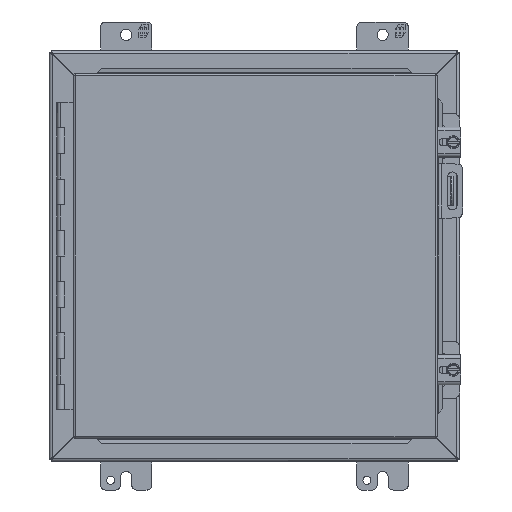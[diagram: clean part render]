
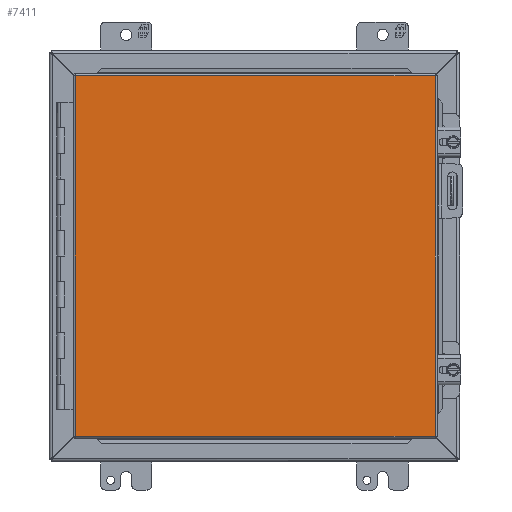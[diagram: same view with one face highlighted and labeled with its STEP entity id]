
A CAD part, front view. The second image highlights one B-rep face of the part: STEP entity #7411.
In plain terms, the highlighted planar face has unit normal (0, -1, 0).
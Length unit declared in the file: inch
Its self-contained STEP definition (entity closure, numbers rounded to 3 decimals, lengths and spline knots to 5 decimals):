
#319 = ORIENTED_EDGE ( 'NONE', *, *, #46158, .T. ) ;
#542 = EDGE_CURVE ( 'NONE', #3990, #31991, #24667, .T. ) ;
#3782 = EDGE_CURVE ( 'NONE', #31991, #41776, #41278, .T. ) ;
#3817 = EDGE_LOOP ( 'NONE', ( #44733, #15550, #319, #6043 ) ) ;
#3990 = VERTEX_POINT ( 'NONE', #19386 ) ;
#4623 = CARTESIAN_POINT ( 'NONE',  ( 7.04626, -9.18504, -7.02376 ) ) ;
#5788 = VERTEX_POINT ( 'NONE', #13681 ) ;
#6043 = ORIENTED_EDGE ( 'NONE', *, *, #542, .T. ) ;
#7411 = ADVANCED_FACE ( 'NONE', ( #27447 ), #13429, .T. ) ;
#8491 = VECTOR ( 'NONE', #20718, 39.37008 ) ;
#8600 = EDGE_CURVE ( 'NONE', #41776, #5788, #12904, .T. ) ;
#9497 = CARTESIAN_POINT ( 'NONE',  ( -6.98426, -9.18504, 7.02376 ) ) ;
#12904 = LINE ( 'NONE', #45845, #8491 ) ;
#13429 = PLANE ( 'NONE',  #28729 ) ;
#13681 = CARTESIAN_POINT ( 'NONE',  ( -6.98426, -9.18504, -7.02376 ) ) ;
#14788 = CARTESIAN_POINT ( 'NONE',  ( 7.04626, -9.18504, 7.02376 ) ) ;
#15550 = ORIENTED_EDGE ( 'NONE', *, *, #8600, .T. ) ;
#17475 = CARTESIAN_POINT ( 'NONE',  ( -6.98426, -9.18504, 7.02376 ) ) ;
#17749 = DIRECTION ( 'NONE',  ( 0., 0., 1. ) ) ;
#18810 = DIRECTION ( 'NONE',  ( 1., 0., 0. ) ) ;
#18954 = VECTOR ( 'NONE', #18810, 39.37008 ) ;
#19386 = CARTESIAN_POINT ( 'NONE',  ( 7.04626, -9.18504, -7.02376 ) ) ;
#20718 = DIRECTION ( 'NONE',  ( 0., 0., -1. ) ) ;
#23901 = DIRECTION ( 'NONE',  ( 0., -1., 0. ) ) ;
#23993 = DIRECTION ( 'NONE',  ( -1., 0., 0. ) ) ;
#24138 = CARTESIAN_POINT ( 'NONE',  ( -6.98426, -9.18504, -7.02376 ) ) ;
#24667 = LINE ( 'NONE', #35498, #27860 ) ;
#27447 = FACE_OUTER_BOUND ( 'NONE', #3817, .T. ) ;
#27860 = VECTOR ( 'NONE', #17749, 39.37008 ) ;
#28729 = AXIS2_PLACEMENT_3D ( 'NONE', #24138, #23901, #35215 ) ;
#31991 = VERTEX_POINT ( 'NONE', #14788 ) ;
#35215 = DIRECTION ( 'NONE',  ( 1., 0., 0. ) ) ;
#35498 = CARTESIAN_POINT ( 'NONE',  ( 7.04626, -9.18504, 7.02376 ) ) ;
#37689 = VECTOR ( 'NONE', #23993, 39.37008 ) ;
#41278 = LINE ( 'NONE', #9497, #37689 ) ;
#41776 = VERTEX_POINT ( 'NONE', #17475 ) ;
#43716 = LINE ( 'NONE', #4623, #18954 ) ;
#44733 = ORIENTED_EDGE ( 'NONE', *, *, #3782, .T. ) ;
#45845 = CARTESIAN_POINT ( 'NONE',  ( -6.98426, -9.18504, -7.02376 ) ) ;
#46158 = EDGE_CURVE ( 'NONE', #5788, #3990, #43716, .T. ) ;
